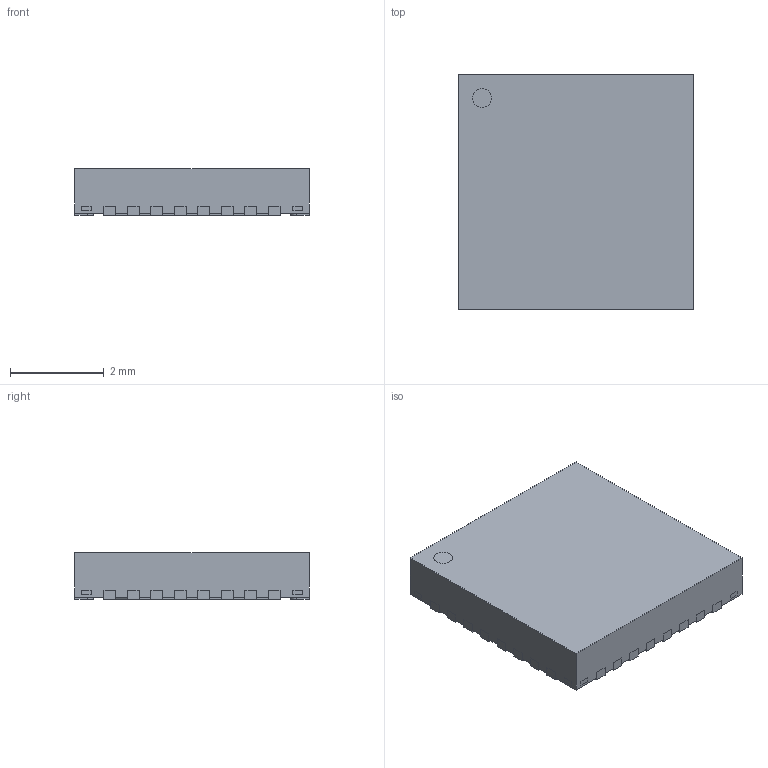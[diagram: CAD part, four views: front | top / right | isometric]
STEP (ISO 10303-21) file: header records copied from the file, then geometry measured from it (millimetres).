
FILE_DESCRIPTION(('FreeCAD Model'),'2;1');
FILE_NAME('QFN50P500X500X100-33.step','2021-05-03T04:29:39',( 'kicad StepUp'),('ksu MCAD'),'Open CASCADE STEP processor 7.3', 'FreeCAD','Unknown');
FILE_SCHEMA(('AUTOMOTIVE_DESIGN { 1 0 10303 214 1 1 1 1 }'));
Length unit declared in the file: millimetre
Products named in the file (1): QFN50P500X500X100-33
Bounding box: 5 x 5 x 1 mm (x, y, z)
Volume: 24.5 mm3; surface area: 117.3 mm2
Topology: 39 solids, 39 shells, 418 faces, 1014 edges, 676 vertices
Faces by surface type: plane 334, cylinder 84
Entity records: 15006 total; most frequent: CARTESIAN_POINT 2109, ORIENTED_EDGE 2028, DIRECTION 2020, EDGE_CURVE 1014, LINE 846, VECTOR 846, VERTEX_POINT 676, AXIS2_PLACEMENT_3D 587
